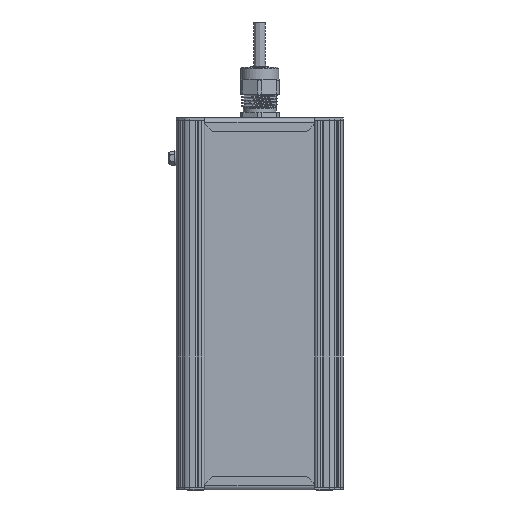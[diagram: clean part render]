
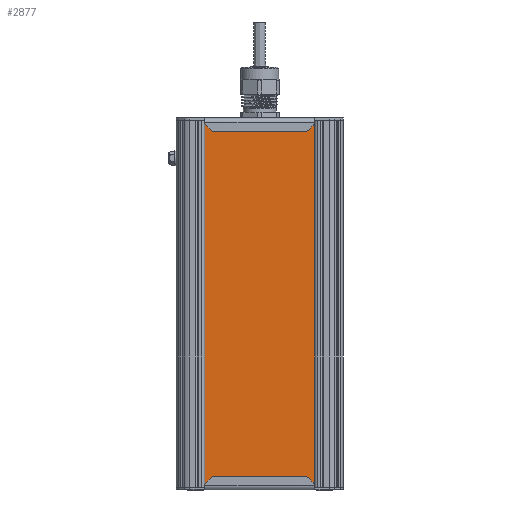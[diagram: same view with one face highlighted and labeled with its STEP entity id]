
A CAD part, front view. The second image highlights one B-rep face of the part: STEP entity #2877.
In plain terms, the highlighted face is planar.
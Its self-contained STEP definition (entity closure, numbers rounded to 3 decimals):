
#2877=ADVANCED_FACE('',(#9451),#9453,.T.);
#9451=FACE_BOUND('',#9452,.T.);
#9452=EDGE_LOOP('',(#34177,#34178,#34179,#34180));
#9453=PLANE('',#9454);
#9454=AXIS2_PLACEMENT_3D('',#9455,#9456,#9457);
#9455=CARTESIAN_POINT('',(120.465,593.492,117.308));
#9456=DIRECTION('',(0.,0.,-1.));
#9457=DIRECTION('',(0.,1.,0.));
#34177=ORIENTED_EDGE('',*,*,#38369,.T.);
#34178=ORIENTED_EDGE('',*,*,#38368,.F.);
#34179=ORIENTED_EDGE('',*,*,#38370,.T.);
#34180=ORIENTED_EDGE('',*,*,#38371,.T.);
#38368=EDGE_CURVE('',#41538,#41536,#41540,.T.);
#38369=EDGE_CURVE('',#41541,#41536,#41542,.T.);
#38370=EDGE_CURVE('',#41538,#41543,#41544,.T.);
#38371=EDGE_CURVE('',#41543,#41541,#41545,.T.);
#41536=VERTEX_POINT('',#51663);
#41538=VERTEX_POINT('',#51667);
#41540=LINE('',#51671,#51672);
#41541=VERTEX_POINT('',#51674);
#41542=LINE('',#51675,#51676);
#41543=VERTEX_POINT('',#51678);
#41544=LINE('',#51679,#51680);
#41545=LINE('',#51682,#51683);
#51663=CARTESIAN_POINT('',(366.465,593.492,117.308));
#51667=CARTESIAN_POINT('',(120.465,593.492,117.308));
#51671=CARTESIAN_POINT('',(120.465,593.492,117.308));
#51672=VECTOR('',#51673,1.);
#51673=DIRECTION('',(1.,0.,0.));
#51674=CARTESIAN_POINT('',(366.465,679.838,117.308));
#51675=CARTESIAN_POINT('',(366.465,679.838,117.308));
#51676=VECTOR('',#51677,1.);
#51677=DIRECTION('',(0.,-1.,0.));
#51678=CARTESIAN_POINT('',(120.465,679.838,117.308));
#51679=CARTESIAN_POINT('',(120.465,593.492,117.308));
#51680=VECTOR('',#51681,1.);
#51681=DIRECTION('',(0.,1.,0.));
#51682=CARTESIAN_POINT('',(120.465,679.838,117.308));
#51683=VECTOR('',#51684,1.);
#51684=DIRECTION('',(1.,0.,0.));
